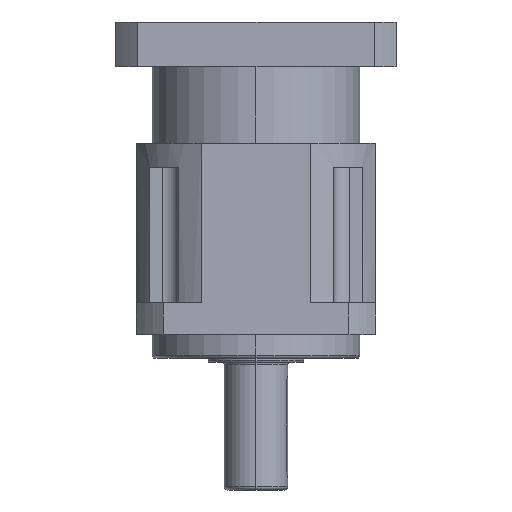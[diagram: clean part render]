
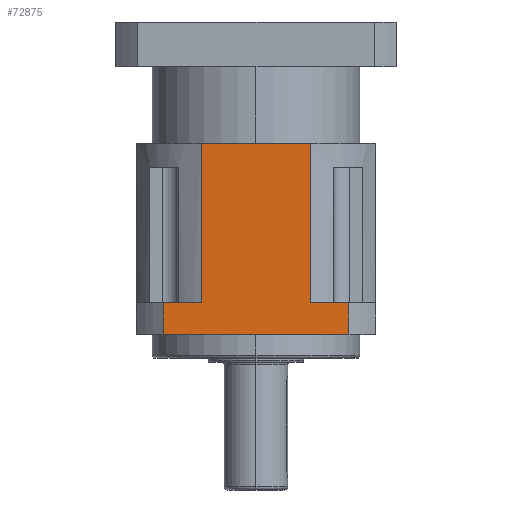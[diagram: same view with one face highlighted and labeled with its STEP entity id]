
A CAD part, left-side view. The second image highlights one B-rep face of the part: STEP entity #72875.
In plain terms, the highlighted planar face has unit normal (-1, 0, 0).
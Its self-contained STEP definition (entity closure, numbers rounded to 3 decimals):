
#4 = DIRECTION ( 'NONE',  ( 0., 0., -1. ) ) ;
#498 = VECTOR ( 'NONE', #78210, 1000. ) ;
#2190 = CARTESIAN_POINT ( 'NONE',  ( 1052.037, 422.385, 0. ) ) ;
#2425 = LINE ( 'NONE', #34800, #498 ) ;
#3396 = EDGE_LOOP ( 'NONE', ( #58506, #30039, #46531, #64331, #59822, #61178, #6483, #18665 ) ) ;
#6483 = ORIENTED_EDGE ( 'NONE', *, *, #44838, .T. ) ;
#6638 = VERTEX_POINT ( 'NONE', #65746 ) ;
#10869 = EDGE_CURVE ( 'NONE', #13415, #70804, #44010, .T. ) ;
#11873 = VECTOR ( 'NONE', #56154, 1000. ) ;
#13415 = VERTEX_POINT ( 'NONE', #18380 ) ;
#13810 = VERTEX_POINT ( 'NONE', #75999 ) ;
#13879 = CARTESIAN_POINT ( 'NONE',  ( 1052.037, 515.064, 0. ) ) ;
#14658 = PLANE ( 'NONE',  #14741 ) ;
#14741 = AXIS2_PLACEMENT_3D ( 'NONE', #26771, #69150, #56391 ) ;
#16834 = DIRECTION ( 'NONE',  ( 0., 1., 0. ) ) ;
#18061 = CARTESIAN_POINT ( 'NONE',  ( 1052.037, 398.445, 0. ) ) ;
#18380 = CARTESIAN_POINT ( 'NONE',  ( 1052.037, 515.064, 0. ) ) ;
#18665 = ORIENTED_EDGE ( 'NONE', *, *, #10869, .T. ) ;
#19014 = LINE ( 'NONE', #47412, #24677 ) ;
#21773 = CARTESIAN_POINT ( 'NONE',  ( 1052.037, 398.445, 0. ) ) ;
#24677 = VECTOR ( 'NONE', #60105, 1000. ) ;
#26771 = CARTESIAN_POINT ( 'NONE',  ( 1052.037, 398.445, 0. ) ) ;
#27354 = CARTESIAN_POINT ( 'NONE',  ( 1052.037, 515.064, -20. ) ) ;
#28778 = LINE ( 'NONE', #18061, #68617 ) ;
#30039 = ORIENTED_EDGE ( 'NONE', *, *, #49014, .F. ) ;
#31125 = CARTESIAN_POINT ( 'NONE',  ( 1052.037, 398.445, -20. ) ) ;
#32402 = LINE ( 'NONE', #31125, #48454 ) ;
#34800 = CARTESIAN_POINT ( 'NONE',  ( 1052.037, 422.385, 100. ) ) ;
#35498 = VERTEX_POINT ( 'NONE', #47041 ) ;
#38252 = DIRECTION ( 'NONE',  ( 0., 1., 0. ) ) ;
#39463 = EDGE_CURVE ( 'NONE', #75888, #35498, #2425, .T. ) ;
#39943 = VERTEX_POINT ( 'NONE', #42639 ) ;
#41048 = VERTEX_POINT ( 'NONE', #2190 ) ;
#42098 = DIRECTION ( 'NONE',  ( 0., 1., 0. ) ) ;
#42639 = CARTESIAN_POINT ( 'NONE',  ( 1052.037, 398.445, 0. ) ) ;
#44010 = LINE ( 'NONE', #13879, #11873 ) ;
#44838 = EDGE_CURVE ( 'NONE', #6638, #13415, #28778, .T. ) ;
#46531 = ORIENTED_EDGE ( 'NONE', *, *, #62016, .T. ) ;
#47041 = CARTESIAN_POINT ( 'NONE',  ( 1052.037, 422.385, 100. ) ) ;
#47412 = CARTESIAN_POINT ( 'NONE',  ( 1052.037, 491.124, 85. ) ) ;
#48352 = VECTOR ( 'NONE', #64135, 1000. ) ;
#48454 = VECTOR ( 'NONE', #38252, 1000. ) ;
#49014 = EDGE_CURVE ( 'NONE', #39943, #13810, #73013, .T. ) ;
#49765 = CARTESIAN_POINT ( 'NONE',  ( 1052.037, 491.124, 100. ) ) ;
#53665 = CARTESIAN_POINT ( 'NONE',  ( 1052.037, 422.385, 85. ) ) ;
#56154 = DIRECTION ( 'NONE',  ( 0., 0., -1. ) ) ;
#56391 = DIRECTION ( 'NONE',  ( 0., 0., 1. ) ) ;
#58202 = EDGE_CURVE ( 'NONE', #13810, #70804, #32402, .T. ) ;
#58506 = ORIENTED_EDGE ( 'NONE', *, *, #58202, .F. ) ;
#59822 = ORIENTED_EDGE ( 'NONE', *, *, #39463, .F. ) ;
#60105 = DIRECTION ( 'NONE',  ( 0., 0., -1. ) ) ;
#61178 = ORIENTED_EDGE ( 'NONE', *, *, #72597, .T. ) ;
#62016 = EDGE_CURVE ( 'NONE', #39943, #41048, #69971, .T. ) ;
#63345 = VECTOR ( 'NONE', #16834, 1000. ) ;
#64135 = DIRECTION ( 'NONE',  ( 0., 0., -1. ) ) ;
#64331 = ORIENTED_EDGE ( 'NONE', *, *, #66796, .F. ) ;
#65746 = CARTESIAN_POINT ( 'NONE',  ( 1052.037, 491.124, 0. ) ) ;
#65986 = CARTESIAN_POINT ( 'NONE',  ( 1052.037, 398.445, 0. ) ) ;
#66796 = EDGE_CURVE ( 'NONE', #35498, #41048, #71611, .T. ) ;
#67308 = FACE_OUTER_BOUND ( 'NONE', #3396, .T. ) ;
#68617 = VECTOR ( 'NONE', #42098, 1000. ) ;
#69150 = DIRECTION ( 'NONE',  ( -1., 0., 0. ) ) ;
#69971 = LINE ( 'NONE', #65986, #63345 ) ;
#70804 = VERTEX_POINT ( 'NONE', #27354 ) ;
#71611 = LINE ( 'NONE', #53665, #73501 ) ;
#72597 = EDGE_CURVE ( 'NONE', #75888, #6638, #19014, .T. ) ;
#72875 = ADVANCED_FACE ( 'NONE', ( #67308 ), #14658, .T. ) ;
#73013 = LINE ( 'NONE', #21773, #48352 ) ;
#73501 = VECTOR ( 'NONE', #4, 1000. ) ;
#75888 = VERTEX_POINT ( 'NONE', #49765 ) ;
#75999 = CARTESIAN_POINT ( 'NONE',  ( 1052.037, 398.445, -20. ) ) ;
#78210 = DIRECTION ( 'NONE',  ( 0., -1., 0. ) ) ;
